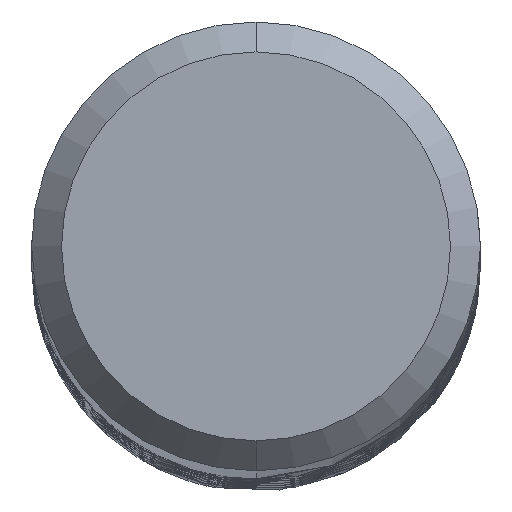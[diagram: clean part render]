
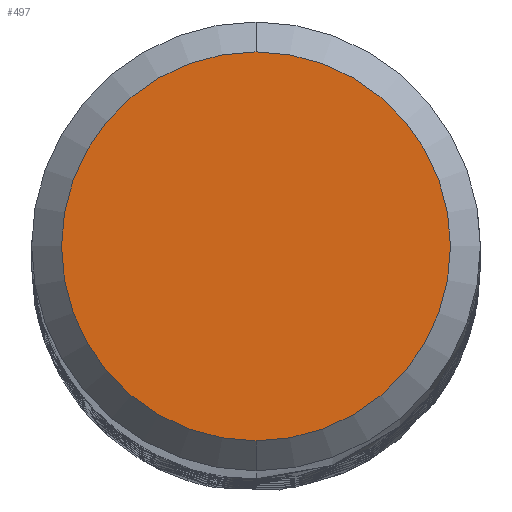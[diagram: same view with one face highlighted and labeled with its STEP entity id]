
A CAD part, top view. The second image highlights one B-rep face of the part: STEP entity #497.
In plain terms, the highlighted planar face has unit normal (0, 0, 1).
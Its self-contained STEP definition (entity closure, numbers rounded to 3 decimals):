
#467=VERTEX_POINT('',#1139);
#497=ADVANCED_FACE('',(#1170),#1171,.T.);
#585=EDGE_CURVE('',#725,#467,#1266,.T.);
#725=VERTEX_POINT('',#1415);
#741=EDGE_CURVE('',#467,#725,#1432,.T.);
#1139=CARTESIAN_POINT('',(0.,-2.6,0.0));
#1170=FACE_OUTER_BOUND('',#6222,.T.);
#1171=PLANE('',#6223);
#1266=CIRCLE('',#11528,2.6);
#1415=CARTESIAN_POINT('',(0.0,2.6,0.0));
#1432=CIRCLE('',#13448,2.6);
#6222=EDGE_LOOP('',(#19101,#19102));
#6223=AXIS2_PLACEMENT_3D('',#19103,#19104,#19105);
#11528=AXIS2_PLACEMENT_3D('',#19195,#19196,#19197);
#13448=AXIS2_PLACEMENT_3D('',#19316,#19317,#19318);
#19101=ORIENTED_EDGE('',*,*,#585,.F.);
#19102=ORIENTED_EDGE('',*,*,#741,.F.);
#19103=CARTESIAN_POINT('',(0.0,1.3,0.0));
#19104=DIRECTION('',(-0.0,0.0,1.0));
#19105=DIRECTION('',(0.0,-1.0,0.0));
#19195=CARTESIAN_POINT('',(0.0,0.0,0.0));
#19196=DIRECTION('',(0.0,0.0,-1.0));
#19197=DIRECTION('',(0.0,1.0,0.0));
#19316=CARTESIAN_POINT('',(0.0,0.0,0.0));
#19317=DIRECTION('',(0.0,0.0,-1.0));
#19318=DIRECTION('',(0.0,1.0,0.0));
